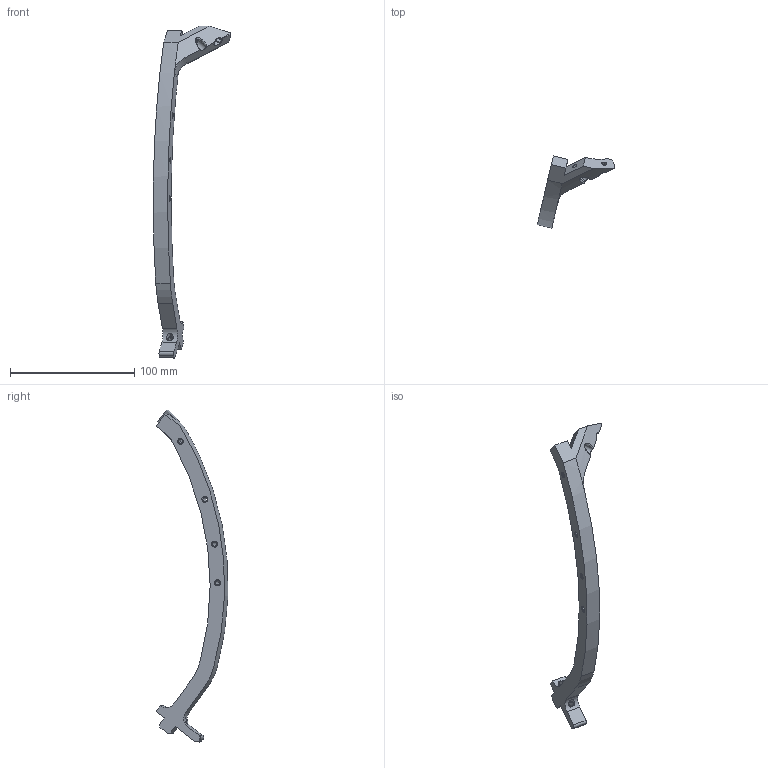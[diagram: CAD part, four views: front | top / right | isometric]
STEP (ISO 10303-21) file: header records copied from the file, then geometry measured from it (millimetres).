
FILE_DESCRIPTION (( 'STEP AP203' ), '1' );
FILE_NAME ('05_pole_v5.STEP', '2021-04-22T12:52:07', ( '' ), ( '' ), 'SwSTEP 2.0', 'SolidWorks 2020', '' );
FILE_SCHEMA (( 'CONFIG_CONTROL_DESIGN' ));
Length unit declared in the file: millimetre
Products named in the file (1): 05_pole_v5
Bounding box: 62.22 x 57.72 x 266.69 mm (x, y, z)
Volume: 48150.4 mm3; surface area: 17280.9 mm2
Topology: 1 solids, 1 shells, 90 faces, 239 edges, 152 vertices
Faces by surface type: cylinder 39, plane 29, cone 14, bspline 8
Entity records: 3501 total; most frequent: CARTESIAN_POINT 1209, ORIENTED_EDGE 476, DIRECTION 449, EDGE_CURVE 238, AXIS2_PLACEMENT_3D 166, VERTEX_POINT 152, VECTOR 117, LINE 117
